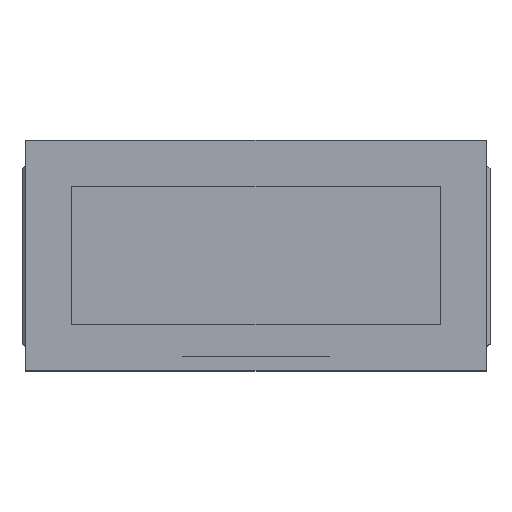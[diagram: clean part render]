
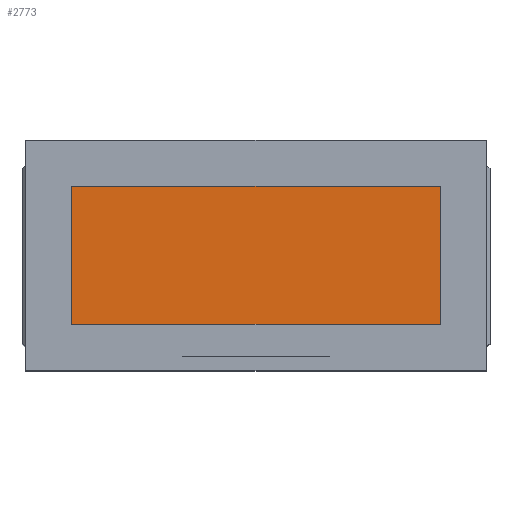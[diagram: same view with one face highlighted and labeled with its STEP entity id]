
A CAD part, top view. The second image highlights one B-rep face of the part: STEP entity #2773.
In plain terms, the highlighted planar face has unit normal (0, 0, 1).
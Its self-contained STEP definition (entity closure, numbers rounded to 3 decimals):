
#2473 = PLANE('',#2474);
#2474 = AXIS2_PLACEMENT_3D('',#2475,#2476,#2477);
#2475 = CARTESIAN_POINT('',(-0.73,0.75,8.9));
#2476 = DIRECTION('',(0.,-1.,0.));
#2477 = DIRECTION('',(1.,0.,0.));
#2501 = PLANE('',#2502);
#2502 = AXIS2_PLACEMENT_3D('',#2503,#2504,#2505);
#2503 = CARTESIAN_POINT('',(-0.73,-0.75,8.9));
#2504 = DIRECTION('',(1.,0.,0.));
#2505 = DIRECTION('',(0.,1.,0.));
#2529 = PLANE('',#2530);
#2530 = AXIS2_PLACEMENT_3D('',#2531,#2532,#2533);
#2531 = CARTESIAN_POINT('',(3.27,-0.75,8.9));
#2532 = DIRECTION('',(0.,1.,0.));
#2533 = DIRECTION('',(-1.,0.,0.));
#2555 = PLANE('',#2556);
#2556 = AXIS2_PLACEMENT_3D('',#2557,#2558,#2559);
#2557 = CARTESIAN_POINT('',(3.27,0.75,8.9));
#2558 = DIRECTION('',(-1.,0.,0.));
#2559 = DIRECTION('',(0.,-1.,0.));
#2577 = VERTEX_POINT('',#2578);
#2578 = CARTESIAN_POINT('',(-0.73,0.75,8.8));
#2599 = EDGE_CURVE('',#2577,#2600,#2602,.T.);
#2600 = VERTEX_POINT('',#2601);
#2601 = CARTESIAN_POINT('',(3.27,0.75,8.8));
#2602 = SURFACE_CURVE('',#2603,(#2607,#2614),.PCURVE_S1.);
#2603 = LINE('',#2604,#2605);
#2604 = CARTESIAN_POINT('',(-0.73,0.75,8.8));
#2605 = VECTOR('',#2606,1.);
#2606 = DIRECTION('',(1.,0.,0.));
#2607 = PCURVE('',#2473,#2608);
#2608 = DEFINITIONAL_REPRESENTATION('',(#2609),#2613);
#2609 = LINE('',#2610,#2611);
#2610 = CARTESIAN_POINT('',(0.,-0.1));
#2611 = VECTOR('',#2612,1.);
#2612 = DIRECTION('',(1.,0.));
#2613 = ( GEOMETRIC_REPRESENTATION_CONTEXT(2) 
PARAMETRIC_REPRESENTATION_CONTEXT() REPRESENTATION_CONTEXT('2D SPACE',''
  ) );
#2614 = PCURVE('',#2615,#2620);
#2615 = PLANE('',#2616);
#2616 = AXIS2_PLACEMENT_3D('',#2617,#2618,#2619);
#2617 = CARTESIAN_POINT('',(1.27,0.,8.8));
#2618 = DIRECTION('',(0.,0.,-1.));
#2619 = DIRECTION('',(-1.,0.,0.));
#2620 = DEFINITIONAL_REPRESENTATION('',(#2621),#2625);
#2621 = LINE('',#2622,#2623);
#2622 = CARTESIAN_POINT('',(2.,0.75));
#2623 = VECTOR('',#2624,1.);
#2624 = DIRECTION('',(-1.,0.));
#2625 = ( GEOMETRIC_REPRESENTATION_CONTEXT(2) 
PARAMETRIC_REPRESENTATION_CONTEXT() REPRESENTATION_CONTEXT('2D SPACE',''
  ) );
#2653 = VERTEX_POINT('',#2654);
#2654 = CARTESIAN_POINT('',(-0.73,-0.75,8.8));
#2675 = EDGE_CURVE('',#2653,#2577,#2676,.T.);
#2676 = SURFACE_CURVE('',#2677,(#2681,#2688),.PCURVE_S1.);
#2677 = LINE('',#2678,#2679);
#2678 = CARTESIAN_POINT('',(-0.73,-0.75,8.8));
#2679 = VECTOR('',#2680,1.);
#2680 = DIRECTION('',(0.,1.,0.));
#2681 = PCURVE('',#2501,#2682);
#2682 = DEFINITIONAL_REPRESENTATION('',(#2683),#2687);
#2683 = LINE('',#2684,#2685);
#2684 = CARTESIAN_POINT('',(0.,-0.1));
#2685 = VECTOR('',#2686,1.);
#2686 = DIRECTION('',(1.,0.));
#2687 = ( GEOMETRIC_REPRESENTATION_CONTEXT(2) 
PARAMETRIC_REPRESENTATION_CONTEXT() REPRESENTATION_CONTEXT('2D SPACE',''
  ) );
#2688 = PCURVE('',#2615,#2689);
#2689 = DEFINITIONAL_REPRESENTATION('',(#2690),#2694);
#2690 = LINE('',#2691,#2692);
#2691 = CARTESIAN_POINT('',(2.,-0.75));
#2692 = VECTOR('',#2693,1.);
#2693 = DIRECTION('',(0.,1.));
#2694 = ( GEOMETRIC_REPRESENTATION_CONTEXT(2) 
PARAMETRIC_REPRESENTATION_CONTEXT() REPRESENTATION_CONTEXT('2D SPACE',''
  ) );
#2702 = EDGE_CURVE('',#2600,#2703,#2705,.T.);
#2703 = VERTEX_POINT('',#2704);
#2704 = CARTESIAN_POINT('',(3.27,-0.75,8.8));
#2705 = SURFACE_CURVE('',#2706,(#2710,#2717),.PCURVE_S1.);
#2706 = LINE('',#2707,#2708);
#2707 = CARTESIAN_POINT('',(3.27,0.75,8.8));
#2708 = VECTOR('',#2709,1.);
#2709 = DIRECTION('',(0.,-1.,0.));
#2710 = PCURVE('',#2555,#2711);
#2711 = DEFINITIONAL_REPRESENTATION('',(#2712),#2716);
#2712 = LINE('',#2713,#2714);
#2713 = CARTESIAN_POINT('',(0.,-0.1));
#2714 = VECTOR('',#2715,1.);
#2715 = DIRECTION('',(1.,0.));
#2716 = ( GEOMETRIC_REPRESENTATION_CONTEXT(2) 
PARAMETRIC_REPRESENTATION_CONTEXT() REPRESENTATION_CONTEXT('2D SPACE',''
  ) );
#2717 = PCURVE('',#2615,#2718);
#2718 = DEFINITIONAL_REPRESENTATION('',(#2719),#2723);
#2719 = LINE('',#2720,#2721);
#2720 = CARTESIAN_POINT('',(-2.,0.75));
#2721 = VECTOR('',#2722,1.);
#2722 = DIRECTION('',(0.,-1.));
#2723 = ( GEOMETRIC_REPRESENTATION_CONTEXT(2) 
PARAMETRIC_REPRESENTATION_CONTEXT() REPRESENTATION_CONTEXT('2D SPACE',''
  ) );
#2751 = EDGE_CURVE('',#2703,#2653,#2752,.T.);
#2752 = SURFACE_CURVE('',#2753,(#2757,#2764),.PCURVE_S1.);
#2753 = LINE('',#2754,#2755);
#2754 = CARTESIAN_POINT('',(3.27,-0.75,8.8));
#2755 = VECTOR('',#2756,1.);
#2756 = DIRECTION('',(-1.,0.,0.));
#2757 = PCURVE('',#2529,#2758);
#2758 = DEFINITIONAL_REPRESENTATION('',(#2759),#2763);
#2759 = LINE('',#2760,#2761);
#2760 = CARTESIAN_POINT('',(0.,-0.1));
#2761 = VECTOR('',#2762,1.);
#2762 = DIRECTION('',(1.,0.));
#2763 = ( GEOMETRIC_REPRESENTATION_CONTEXT(2) 
PARAMETRIC_REPRESENTATION_CONTEXT() REPRESENTATION_CONTEXT('2D SPACE',''
  ) );
#2764 = PCURVE('',#2615,#2765);
#2765 = DEFINITIONAL_REPRESENTATION('',(#2766),#2770);
#2766 = LINE('',#2767,#2768);
#2767 = CARTESIAN_POINT('',(-2.,-0.75));
#2768 = VECTOR('',#2769,1.);
#2769 = DIRECTION('',(1.,0.));
#2770 = ( GEOMETRIC_REPRESENTATION_CONTEXT(2) 
PARAMETRIC_REPRESENTATION_CONTEXT() REPRESENTATION_CONTEXT('2D SPACE',''
  ) );
#2773 = ADVANCED_FACE('',(#2774),#2615,.F.);
#2774 = FACE_BOUND('',#2775,.F.);
#2775 = EDGE_LOOP('',(#2776,#2777,#2778,#2779));
#2776 = ORIENTED_EDGE('',*,*,#2599,.T.);
#2777 = ORIENTED_EDGE('',*,*,#2702,.T.);
#2778 = ORIENTED_EDGE('',*,*,#2751,.T.);
#2779 = ORIENTED_EDGE('',*,*,#2675,.T.);
